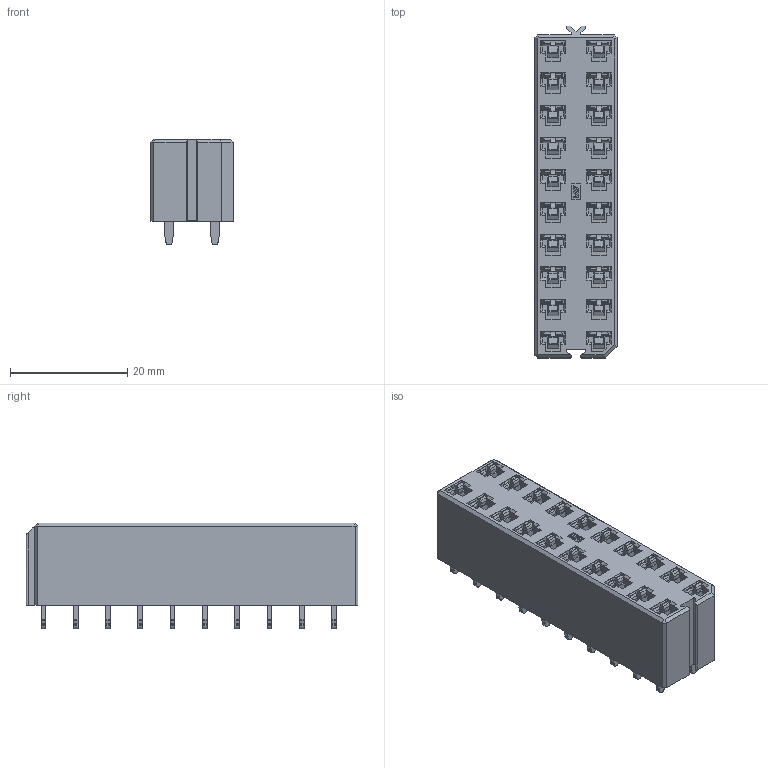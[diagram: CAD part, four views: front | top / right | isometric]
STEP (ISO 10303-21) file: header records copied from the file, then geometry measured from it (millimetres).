
FILE_DESCRIPTION (( 'STEP AP203' ), '1' );
FILE_NAME ('S97423-D03.STEP', '2025-03-13T07:55:53', ( '' ), ( '' ), 'SwSTEP 2.0', 'SolidWorks 2023', '' );
FILE_SCHEMA (( 'CONFIG_CONTROL_DESIGN' ));
Length unit declared in the file: millimetre
Products named in the file (3): K97423_50920; K98670-E; S97423-D03
Assembly tree (21 placements, depth 2):
  S97423-D03
    K97423_50920
    K98670-E  x20
Bounding box: 14 x 56.5 x 18 mm (x, y, z)
Volume: 7678.6 mm3; surface area: 12588.6 mm2
Topology: 21 solids, 21 shells, 2776 faces, 7650 edges, 4952 vertices
Faces by surface type: plane 1634, cylinder 579, bspline 563
Full cylindrical faces by diameter (mm): 2 x1, 3 x1, 3.2 x9
Entity records: 38358 total; most frequent: CARTESIAN_POINT 13621, ORIENTED_EDGE 5344, DIRECTION 4216, EDGE_CURVE 2672, LINE 2200, VECTOR 2200, VERTEX_POINT 1752, EDGE_LOOP 1058
